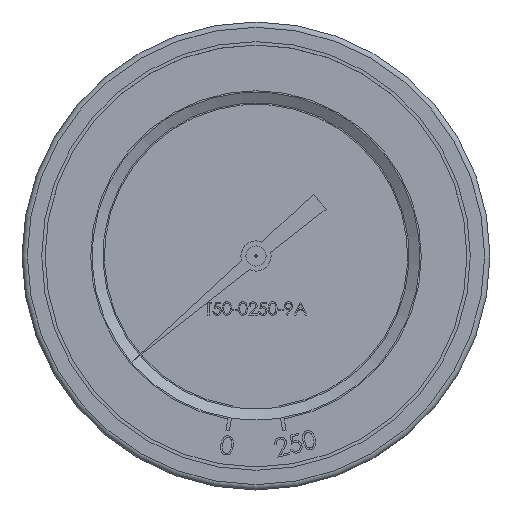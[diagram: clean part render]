
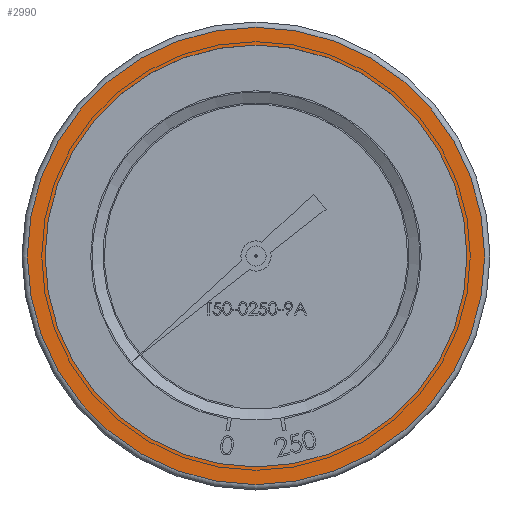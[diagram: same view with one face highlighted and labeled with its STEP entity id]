
A CAD part, top view. The second image highlights one B-rep face of the part: STEP entity #2990.
In plain terms, the highlighted planar face has unit normal (0, 0, 1).
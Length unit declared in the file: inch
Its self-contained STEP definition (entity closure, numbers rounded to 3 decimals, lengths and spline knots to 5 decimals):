
#1300 = DIRECTION ( 'NONE',  ( -1., 0., 0. ) ) ;
#2990 = ADVANCED_FACE ( 'NONE', ( #10136, #8824 ), #22732, .F. ) ;
#3587 = DIRECTION ( 'NONE',  ( 0., 0., 1. ) ) ;
#4154 = CIRCLE ( 'NONE', #21616, 2.38 ) ;
#4297 = CIRCLE ( 'NONE', #13074, 2.58 ) ;
#6125 = ORIENTED_EDGE ( 'NONE', *, *, #11747, .T. ) ;
#8430 = DIRECTION ( 'NONE',  ( 0., 0., 1. ) ) ;
#8824 = FACE_BOUND ( 'NONE', #10836, .T. ) ;
#10136 = FACE_OUTER_BOUND ( 'NONE', #15236, .T. ) ;
#10343 = CARTESIAN_POINT ( 'NONE',  ( 0., 0., 0. ) ) ;
#10836 = EDGE_LOOP ( 'NONE', ( #20657 ) ) ;
#10988 = DIRECTION ( 'NONE',  ( -1., 0., 0. ) ) ;
#11747 = EDGE_CURVE ( 'NONE', #21987, #21987, #4297, .T. ) ;
#13074 = AXIS2_PLACEMENT_3D ( 'NONE', #23464, #3587, #19671 ) ;
#15236 = EDGE_LOOP ( 'NONE', ( #6125 ) ) ;
#15602 = EDGE_CURVE ( 'NONE', #22343, #22343, #4154, .T. ) ;
#16085 = CARTESIAN_POINT ( 'NONE',  ( 0., 0., 0. ) ) ;
#16421 = CARTESIAN_POINT ( 'NONE',  ( -2.58, 0., 0. ) ) ;
#16438 = DIRECTION ( 'NONE',  ( 0., 0., -1. ) ) ;
#19671 = DIRECTION ( 'NONE',  ( -1., 0., 0. ) ) ;
#20657 = ORIENTED_EDGE ( 'NONE', *, *, #15602, .F. ) ;
#20669 = CARTESIAN_POINT ( 'NONE',  ( -2.38, 0., 0. ) ) ;
#21616 = AXIS2_PLACEMENT_3D ( 'NONE', #10343, #8430, #1300 ) ;
#21987 = VERTEX_POINT ( 'NONE', #16421 ) ;
#22343 = VERTEX_POINT ( 'NONE', #20669 ) ;
#22732 = PLANE ( 'NONE',  #23196 ) ;
#23196 = AXIS2_PLACEMENT_3D ( 'NONE', #16085, #16438, #10988 ) ;
#23464 = CARTESIAN_POINT ( 'NONE',  ( 0., 0., 0. ) ) ;
